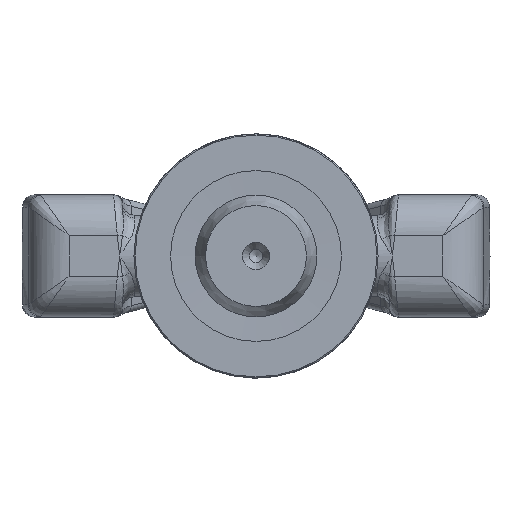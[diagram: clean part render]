
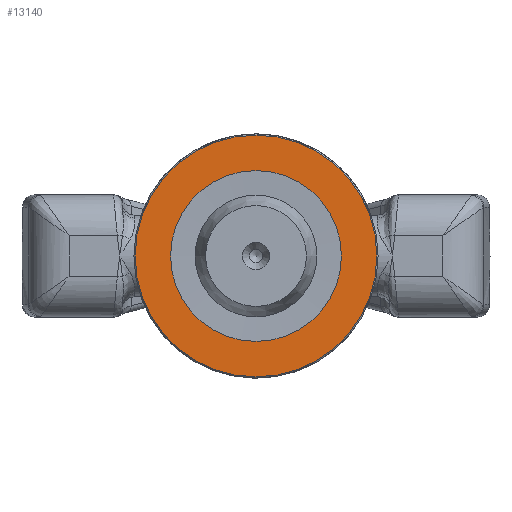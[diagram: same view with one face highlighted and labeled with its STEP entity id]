
A CAD part, front view. The second image highlights one B-rep face of the part: STEP entity #13140.
In plain terms, the highlighted face is planar.
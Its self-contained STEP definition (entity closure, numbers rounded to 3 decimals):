
#128=FACE_BOUND('',#3933,.T.);
#2476=PLANE('',#14112);
#3110=FACE_OUTER_BOUND('',#3932,.T.);
#3932=EDGE_LOOP('',(#11147));
#3933=EDGE_LOOP('',(#11148));
#4470=CIRCLE('',#14109,29.7);
#4472=CIRCLE('',#14113,21.);
#6114=VERTEX_POINT('',#40237);
#6116=VERTEX_POINT('',#40243);
#7878=EDGE_CURVE('',#6114,#6114,#4470,.T.);
#7880=EDGE_CURVE('',#6116,#6116,#4472,.T.);
#11147=ORIENTED_EDGE('',*,*,#7878,.F.);
#11148=ORIENTED_EDGE('',*,*,#7880,.F.);
#13140=ADVANCED_FACE('',(#3110,#128),#2476,.F.);
#14109=AXIS2_PLACEMENT_3D('',#40238,#16118,#16119);
#14112=AXIS2_PLACEMENT_3D('',#40242,#16124,#16125);
#14113=AXIS2_PLACEMENT_3D('',#40244,#16126,#16127);
#16118=DIRECTION('center_axis',(0.,0.,1.));
#16119=DIRECTION('ref_axis',(-1.,0.,0.));
#16124=DIRECTION('center_axis',(0.,0.,1.));
#16125=DIRECTION('ref_axis',(1.,0.,0.));
#16126=DIRECTION('center_axis',(0.,0.,-1.));
#16127=DIRECTION('ref_axis',(-1.,0.,0.));
#40237=CARTESIAN_POINT('',(29.7,0.,0.));
#40238=CARTESIAN_POINT('Origin',(0.,0.,0.));
#40242=CARTESIAN_POINT('Origin',(0.,0.,0.));
#40243=CARTESIAN_POINT('',(21.,0.,0.));
#40244=CARTESIAN_POINT('Origin',(0.,0.,0.));
